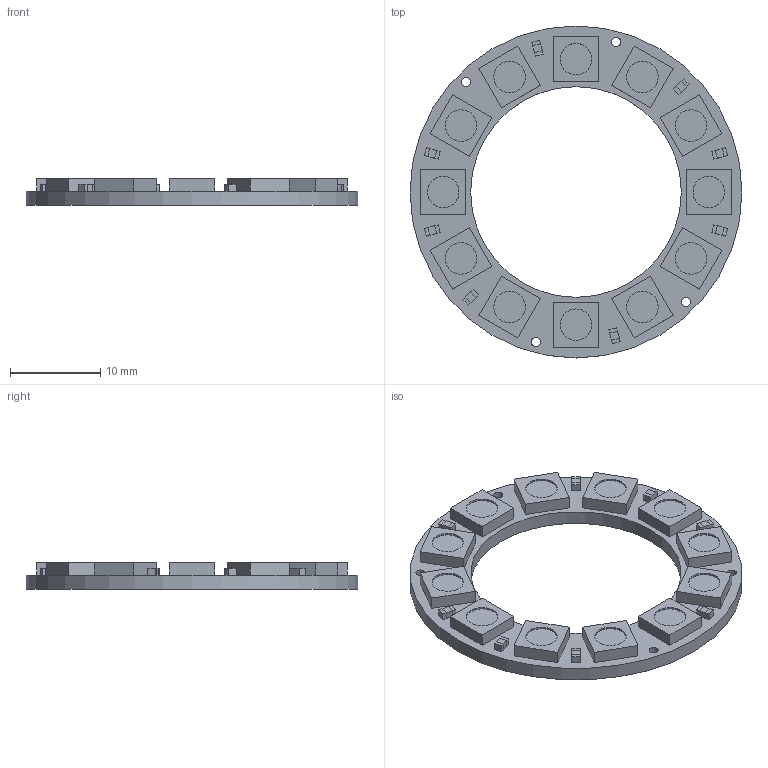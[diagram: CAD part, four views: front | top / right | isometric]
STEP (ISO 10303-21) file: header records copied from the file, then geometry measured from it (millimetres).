
FILE_DESCRIPTION(/* description */ (''),/* implementation_level */ '2;1');
FILE_NAME(/* name */ 'Adafruit NeoPixel Ring 12 v2.step',/* time_stamp */ '2021-09-11T10:57:08-04:00',/* author */ (''),/* organization */ (''),/* preprocessor_version */ 'ST-DEVELOPER v18.1',/* originating_system */ 'Autodesk Translation Framework v10.10.0.1391',/* authorisation */ '');
FILE_SCHEMA (('AUTOMOTIVE_DESIGN { 1 0 10303 214 3 1 1 }'));
Length unit declared in the file: millimetre
Products named in the file (5): Adafruit NeoPixel Ring 12; PCB Component; Board; WS28115050; C0603
Assembly tree (22 placements, depth 3):
  Adafruit NeoPixel Ring 12
    PCB Component
      Board
      WS28115050  x12
      C0603  x8
Bounding box: 36.83 x 36.83 x 2.97 mm (x, y, z)
Volume: 1389.5 mm3; surface area: 2673.4 mm2
Topology: 21 solids, 21 shells, 251 faces, 591 edges, 394 vertices
Faces by surface type: plane 198, cylinder 53
Full cylindrical faces by diameter (mm): 0.5 x35, 1.016 x4, 3.5 x12, 23.368 x1, 36.83 x1
Entity records: 2623 total; most frequent: DIRECTION 442, CARTESIAN_POINT 382, ORIENTED_EDGE 348, AXIS2_PLACEMENT_3D 176, EDGE_CURVE 174, EDGE_LOOP 146, VERTEX_POINT 116, LINE 90
